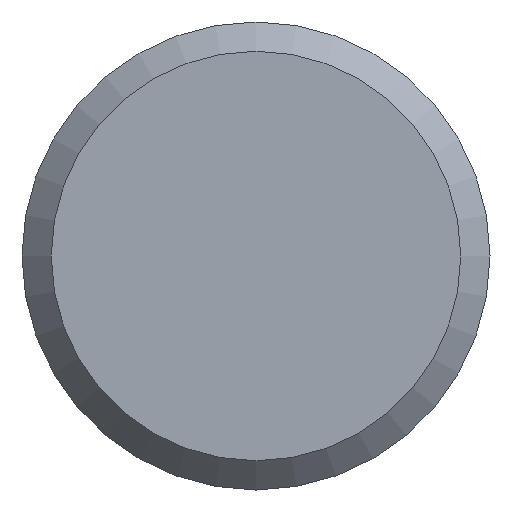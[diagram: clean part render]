
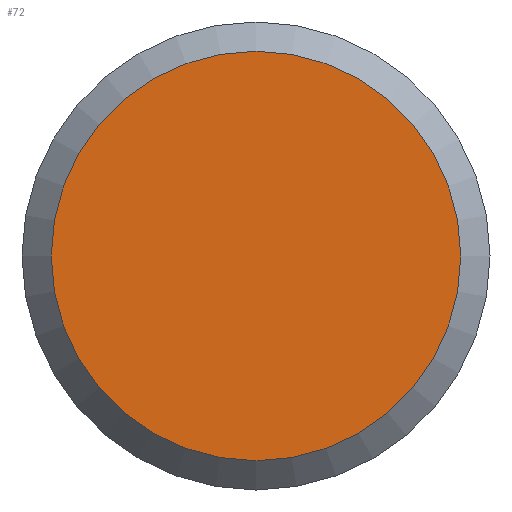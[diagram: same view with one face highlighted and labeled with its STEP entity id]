
A CAD part, front view. The second image highlights one B-rep face of the part: STEP entity #72.
In plain terms, the highlighted planar face has unit normal (0, -1, 0).
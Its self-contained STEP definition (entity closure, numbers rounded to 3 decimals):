
#18=PLANE('',#95);
#21=FACE_OUTER_BOUND('',#26,.T.);
#26=EDGE_LOOP('',(#59));
#39=CIRCLE('',#96,3.5);
#44=VERTEX_POINT('',#137);
#50=EDGE_CURVE('',#44,#44,#39,.F.);
#59=ORIENTED_EDGE('',*,*,#50,.T.);
#72=ADVANCED_FACE('',(#21),#18,.F.);
#95=AXIS2_PLACEMENT_3D('',#136,#114,#115);
#96=AXIS2_PLACEMENT_3D('',#138,#116,#117);
#114=DIRECTION('center_axis',(0.,1.,0.));
#115=DIRECTION('ref_axis',(0.,0.,1.));
#116=DIRECTION('center_axis',(0.,1.,0.));
#117=DIRECTION('ref_axis',(0.,0.,1.));
#136=CARTESIAN_POINT('Origin',(0.,0.,0.));
#137=CARTESIAN_POINT('',(0.,0.,-3.5));
#138=CARTESIAN_POINT('Origin',(0.,0.,0.));
